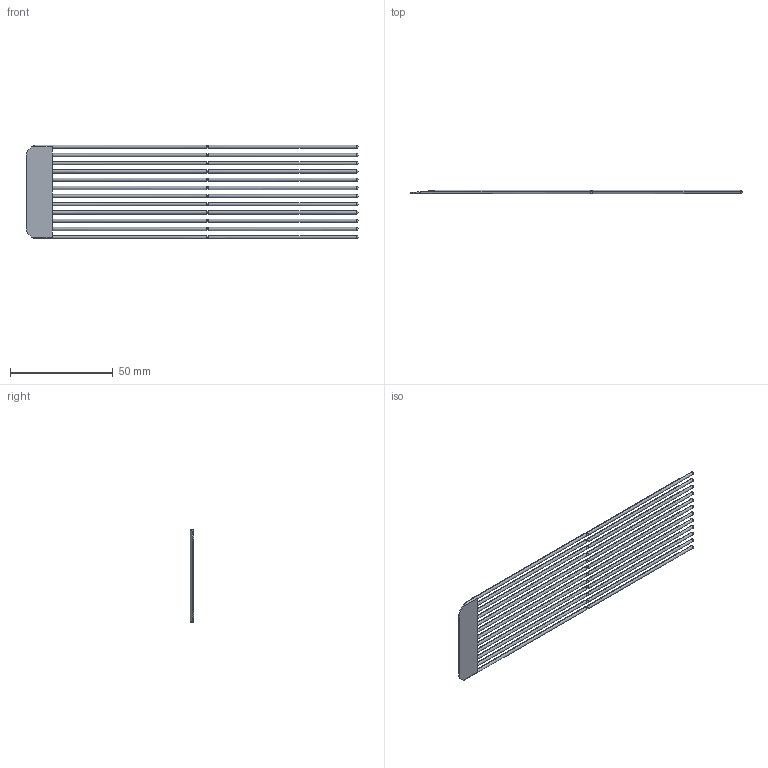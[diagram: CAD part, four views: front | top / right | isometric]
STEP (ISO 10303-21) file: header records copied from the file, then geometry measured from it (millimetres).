
FILE_DESCRIPTION (( 'STEP AP203' ), '1' );
FILE_NAME ('swab_Round v1.2a.STEP', '2020-03-23T15:51:28', ( '' ), ( '' ), 'SwSTEP 2.0', 'SolidWorks 2019', '' );
FILE_SCHEMA (( 'CONFIG_CONTROL_DESIGN' ));
Length unit declared in the file: millimetre
Products named in the file (1): swab_Round v1.2a
Bounding box: 161.82 x 1.57 x 45.57 mm (x, y, z)
Volume: 4060.5 mm3; surface area: 10085 mm2
Topology: 1 solids, 1 shells, 208 faces, 610 edges, 380 vertices
Faces by surface type: cylinder 98, plane 86, sphere 24
Entity records: 6721 total; most frequent: DIRECTION 1282, CARTESIAN_POINT 1163, ORIENTED_EDGE 1124, EDGE_CURVE 562, AXIS2_PLACEMENT_3D 519, VERTEX_POINT 356, CIRCLE 310, LINE 244
